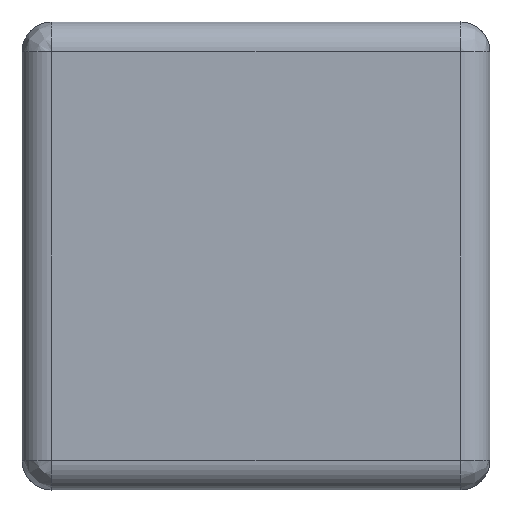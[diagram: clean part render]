
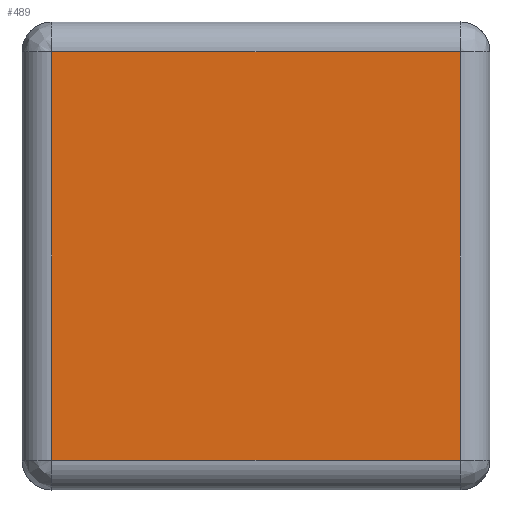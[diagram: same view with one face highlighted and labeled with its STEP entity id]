
A CAD part, left-side view. The second image highlights one B-rep face of the part: STEP entity #489.
In plain terms, the highlighted planar face has unit normal (-1, 0, 0).
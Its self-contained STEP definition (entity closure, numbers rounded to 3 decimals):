
#56 = DIRECTION ( 'NONE',  ( 0., 0., 1. ) ) ;
#462 = EDGE_CURVE ( 'NONE', #738, #2805, #1493, .T. ) ;
#489 = ADVANCED_FACE ( 'NONE', ( #1813 ), #1542, .T. ) ;
#515 = AXIS2_PLACEMENT_3D ( 'NONE', #3798, #807, #3527 ) ;
#738 = VERTEX_POINT ( 'NONE', #1500 ) ;
#776 = CARTESIAN_POINT ( 'NONE',  ( -1., 0., 1.18 ) ) ;
#807 = DIRECTION ( 'NONE',  ( -1., 0., 0. ) ) ;
#883 = ORIENTED_EDGE ( 'NONE', *, *, #3427, .T. ) ;
#918 = CARTESIAN_POINT ( 'NONE',  ( -1., 0., 0.09 ) ) ;
#974 = CARTESIAN_POINT ( 'NONE',  ( -1., 0.545, 0.09 ) ) ;
#1061 = VERTEX_POINT ( 'NONE', #1247 ) ;
#1098 = CARTESIAN_POINT ( 'NONE',  ( -1., -0.545, 0.635 ) ) ;
#1247 = CARTESIAN_POINT ( 'NONE',  ( -1., -0.545, 1.18 ) ) ;
#1493 = LINE ( 'NONE', #3331, #2398 ) ;
#1500 = CARTESIAN_POINT ( 'NONE',  ( -1., 0.545, 1.18 ) ) ;
#1542 = PLANE ( 'NONE',  #515 ) ;
#1572 = LINE ( 'NONE', #918, #4078 ) ;
#1813 = FACE_OUTER_BOUND ( 'NONE', #4616, .T. ) ;
#2174 = DIRECTION ( 'NONE',  ( 0., -1., 0. ) ) ;
#2329 = LINE ( 'NONE', #1098, #3286 ) ;
#2342 = ORIENTED_EDGE ( 'NONE', *, *, #4000, .T. ) ;
#2398 = VECTOR ( 'NONE', #3730, 1000. ) ;
#2514 = VECTOR ( 'NONE', #2174, 1000. ) ;
#2586 = LINE ( 'NONE', #776, #2514 ) ;
#2805 = VERTEX_POINT ( 'NONE', #974 ) ;
#2894 = VERTEX_POINT ( 'NONE', #3323 ) ;
#3266 = ORIENTED_EDGE ( 'NONE', *, *, #4481, .F. ) ;
#3286 = VECTOR ( 'NONE', #56, 1000. ) ;
#3323 = CARTESIAN_POINT ( 'NONE',  ( -1., -0.545, 0.09 ) ) ;
#3331 = CARTESIAN_POINT ( 'NONE',  ( -1., 0.545, 0.635 ) ) ;
#3427 = EDGE_CURVE ( 'NONE', #2805, #2894, #1572, .T. ) ;
#3487 = DIRECTION ( 'NONE',  ( 0., -1., 0. ) ) ;
#3527 = DIRECTION ( 'NONE',  ( 0., -1., 0. ) ) ;
#3730 = DIRECTION ( 'NONE',  ( 0., 0., -1. ) ) ;
#3798 = CARTESIAN_POINT ( 'NONE',  ( -1., 0.625, 0.01 ) ) ;
#4000 = EDGE_CURVE ( 'NONE', #2894, #1061, #2329, .T. ) ;
#4078 = VECTOR ( 'NONE', #3487, 1000. ) ;
#4272 = ORIENTED_EDGE ( 'NONE', *, *, #462, .T. ) ;
#4481 = EDGE_CURVE ( 'NONE', #738, #1061, #2586, .T. ) ;
#4616 = EDGE_LOOP ( 'NONE', ( #2342, #3266, #4272, #883 ) ) ;
